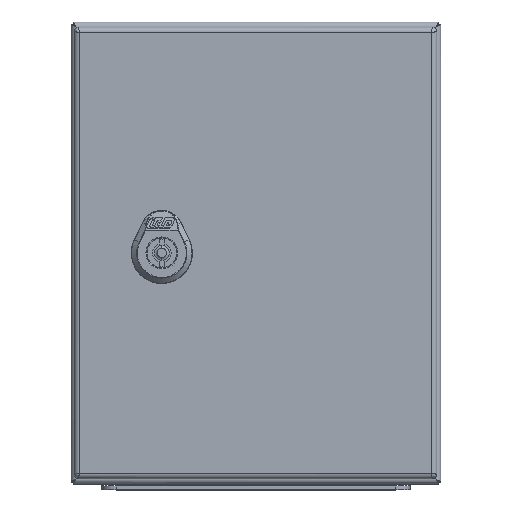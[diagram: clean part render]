
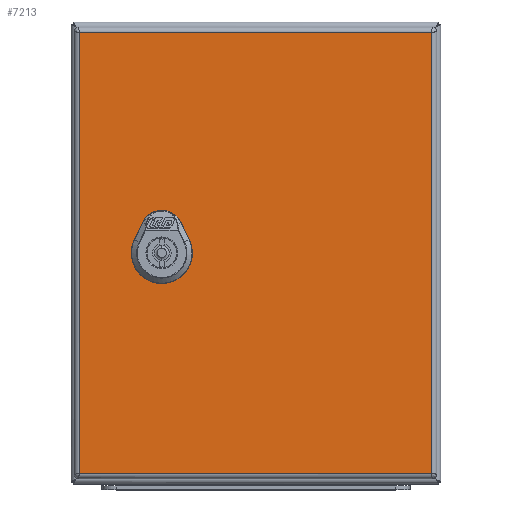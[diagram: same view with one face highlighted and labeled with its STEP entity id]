
A CAD part, top view. The second image highlights one B-rep face of the part: STEP entity #7213.
In plain terms, the highlighted face is planar.
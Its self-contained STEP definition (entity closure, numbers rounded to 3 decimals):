
#2248=LINE('',#33270,#3354);
#2249=LINE('',#33275,#3355);
#2250=LINE('',#33279,#3356);
#2251=LINE('',#33283,#3357);
#2252=LINE('',#33286,#3358);
#2253=LINE('',#33289,#3359);
#2254=LINE('',#33291,#3360);
#2255=LINE('',#33293,#3361);
#3354=VECTOR('',#21296,1.);
#3355=VECTOR('',#21299,1.);
#3356=VECTOR('',#21302,1.);
#3357=VECTOR('',#21305,1.);
#3358=VECTOR('',#21308,1.);
#3359=VECTOR('',#21309,1.);
#3360=VECTOR('',#21310,1.);
#3361=VECTOR('',#21311,1.);
#6508=PLANE('',#18315);
#7213=ADVANCED_FACE('',(#8018,#8019),#6508,.F.);
#8018=FACE_BOUND('',#8809,.T.);
#8019=FACE_BOUND('',#8810,.T.);
#8809=EDGE_LOOP('',(#11886,#11887,#11888,#11889,#11890,#11891,#11892,#11893));
#8810=EDGE_LOOP('',(#11894,#11895,#11896,#11897));
#11886=ORIENTED_EDGE('',*,*,#16119,.T.);
#11887=ORIENTED_EDGE('',*,*,#16120,.T.);
#11888=ORIENTED_EDGE('',*,*,#16121,.T.);
#11889=ORIENTED_EDGE('',*,*,#16122,.T.);
#11890=ORIENTED_EDGE('',*,*,#16123,.T.);
#11891=ORIENTED_EDGE('',*,*,#16124,.T.);
#11892=ORIENTED_EDGE('',*,*,#16125,.T.);
#11893=ORIENTED_EDGE('',*,*,#16126,.T.);
#11894=ORIENTED_EDGE('',*,*,#16127,.T.);
#11895=ORIENTED_EDGE('',*,*,#16128,.T.);
#11896=ORIENTED_EDGE('',*,*,#16129,.T.);
#11897=ORIENTED_EDGE('',*,*,#16130,.T.);
#14314=VERTEX_POINT('',#33271);
#14315=VERTEX_POINT('',#33272);
#14316=VERTEX_POINT('',#33274);
#14317=VERTEX_POINT('',#33276);
#14318=VERTEX_POINT('',#33278);
#14319=VERTEX_POINT('',#33280);
#14320=VERTEX_POINT('',#33282);
#14321=VERTEX_POINT('',#33284);
#14322=VERTEX_POINT('',#33287);
#14323=VERTEX_POINT('',#33288);
#14324=VERTEX_POINT('',#33290);
#14325=VERTEX_POINT('',#33292);
#16119=EDGE_CURVE('',#14314,#14315,#2248,.T.);
#16120=EDGE_CURVE('',#14315,#14316,#17260,.T.);
#16121=EDGE_CURVE('',#14316,#14317,#2249,.T.);
#16122=EDGE_CURVE('',#14317,#14318,#17261,.T.);
#16123=EDGE_CURVE('',#14318,#14319,#2250,.T.);
#16124=EDGE_CURVE('',#14319,#14320,#17262,.T.);
#16125=EDGE_CURVE('',#14320,#14321,#2251,.T.);
#16126=EDGE_CURVE('',#14321,#14314,#17263,.T.);
#16127=EDGE_CURVE('',#14322,#14323,#2252,.T.);
#16128=EDGE_CURVE('',#14323,#14324,#2253,.T.);
#16129=EDGE_CURVE('',#14324,#14325,#2254,.T.);
#16130=EDGE_CURVE('',#14325,#14322,#2255,.T.);
#17260=CIRCLE('',#18311,11.25);
#17261=CIRCLE('',#18312,11.25);
#17262=CIRCLE('',#18313,11.25);
#17263=CIRCLE('',#18314,11.25);
#18311=AXIS2_PLACEMENT_3D('',#33273,#21297,#21298);
#18312=AXIS2_PLACEMENT_3D('',#33277,#21300,#21301);
#18313=AXIS2_PLACEMENT_3D('',#33281,#21303,#21304);
#18314=AXIS2_PLACEMENT_3D('',#33285,#21306,#21307);
#18315=AXIS2_PLACEMENT_3D('',#33294,#21312,#21313);
#21296=DIRECTION('',(-1.,0.,0.));
#21297=DIRECTION('',(0.,0.,1.));
#21298=DIRECTION('',(1.,0.,0.));
#21299=DIRECTION('',(0.,-1.,0.));
#21300=DIRECTION('',(0.,0.,1.));
#21301=DIRECTION('',(1.,0.,0.));
#21302=DIRECTION('',(1.,0.,0.));
#21303=DIRECTION('',(0.,0.,1.));
#21304=DIRECTION('',(1.,0.,0.));
#21305=DIRECTION('',(0.,1.,0.));
#21306=DIRECTION('',(0.,0.,1.));
#21307=DIRECTION('',(1.,0.,0.));
#21308=DIRECTION('',(0.,1.,0.));
#21309=DIRECTION('',(1.,0.,0.));
#21310=DIRECTION('',(0.,-1.,0.));
#21311=DIRECTION('',(-1.,0.,0.));
#21312=DIRECTION('',(0.,0.,1.));
#21313=DIRECTION('',(1.,0.,0.));
#33270=CARTESIAN_POINT('',(-95.65,10.2,0.));
#33271=CARTESIAN_POINT('',(55.396,10.2,0.));
#33272=CARTESIAN_POINT('',(45.904,10.2,0.));
#33273=CARTESIAN_POINT('',(50.65,0.,0.));
#33274=CARTESIAN_POINT('',(40.45,4.746,0.));
#33275=CARTESIAN_POINT('',(40.45,-119.7,0.));
#33276=CARTESIAN_POINT('',(40.45,-4.746,0.));
#33277=CARTESIAN_POINT('',(50.65,0.,0.));
#33278=CARTESIAN_POINT('',(45.904,-10.2,0.));
#33279=CARTESIAN_POINT('',(-95.65,-10.2,0.));
#33280=CARTESIAN_POINT('',(55.396,-10.2,0.));
#33281=CARTESIAN_POINT('',(50.65,0.,0.));
#33282=CARTESIAN_POINT('',(60.85,-4.746,0.));
#33283=CARTESIAN_POINT('',(60.85,-119.7,0.));
#33284=CARTESIAN_POINT('',(60.85,4.746,0.));
#33285=CARTESIAN_POINT('',(50.65,0.,0.));
#33286=CARTESIAN_POINT('',(-95.35,-119.7,0.));
#33287=CARTESIAN_POINT('',(-95.35,-119.4,0.));
#33288=CARTESIAN_POINT('',(-95.35,119.4,0.));
#33289=CARTESIAN_POINT('',(-95.65,119.4,0.));
#33290=CARTESIAN_POINT('',(95.35,119.4,0.));
#33291=CARTESIAN_POINT('',(95.35,-119.7,0.));
#33292=CARTESIAN_POINT('',(95.35,-119.4,0.));
#33293=CARTESIAN_POINT('',(-95.65,-119.4,0.));
#33294=CARTESIAN_POINT('',(-95.65,-119.7,0.));
